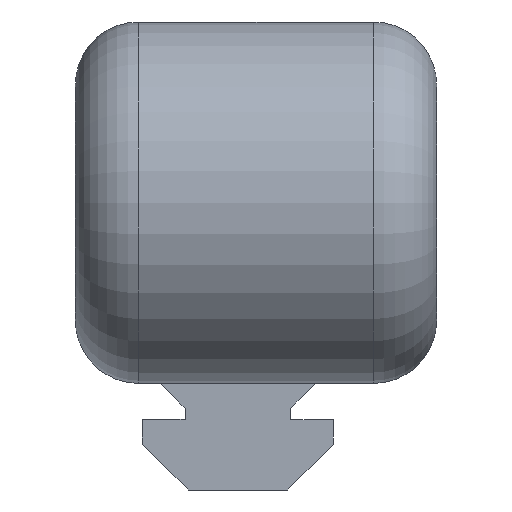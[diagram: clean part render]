
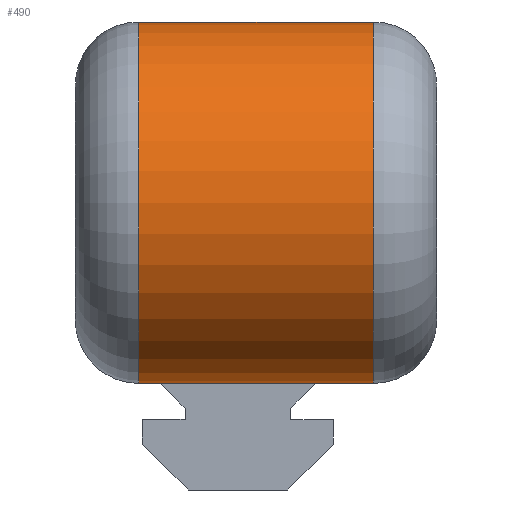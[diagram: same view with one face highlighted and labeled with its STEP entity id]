
A CAD part, left-side view. The second image highlights one B-rep face of the part: STEP entity #490.
In plain terms, the highlighted cylindrical face has radius 10 mm (diameter 20 mm), a partial arc.
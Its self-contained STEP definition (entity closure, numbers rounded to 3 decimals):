
#45=FACE_OUTER_BOUND('',#74,.T.);
#74=EDGE_LOOP('',(#354,#355,#356,#357));
#108=LINE('',#755,#158);
#109=LINE('',#758,#159);
#158=VECTOR('',#610,10.);
#159=VECTOR('',#613,10.);
#208=CIRCLE('',#535,10.);
#212=CIRCLE('',#542,10.);
#226=VERTEX_POINT('',#733);
#228=VERTEX_POINT('',#739);
#232=VERTEX_POINT('',#754);
#233=VERTEX_POINT('',#756);
#274=EDGE_CURVE('',#226,#228,#208,.T.);
#280=EDGE_CURVE('',#232,#226,#108,.T.);
#281=EDGE_CURVE('',#233,#232,#212,.T.);
#282=EDGE_CURVE('',#233,#228,#109,.T.);
#354=ORIENTED_EDGE('',*,*,#274,.F.);
#355=ORIENTED_EDGE('',*,*,#280,.F.);
#356=ORIENTED_EDGE('',*,*,#281,.F.);
#357=ORIENTED_EDGE('',*,*,#282,.T.);
#480=CYLINDRICAL_SURFACE('',#541,10.);
#490=ADVANCED_FACE('',(#45),#480,.T.);
#535=AXIS2_PLACEMENT_3D('',#743,#594,#595);
#541=AXIS2_PLACEMENT_3D('',#753,#608,#609);
#542=AXIS2_PLACEMENT_3D('',#757,#611,#612);
#594=DIRECTION('center_axis',(0.,1.,0.));
#595=DIRECTION('ref_axis',(-1.,0.,0.));
#608=DIRECTION('center_axis',(0.,1.,0.));
#609=DIRECTION('ref_axis',(-1.,0.,0.));
#610=DIRECTION('',(0.,1.,0.));
#611=DIRECTION('center_axis',(0.,-1.,0.));
#612=DIRECTION('ref_axis',(-1.,0.,0.));
#613=DIRECTION('',(0.,1.,0.));
#733=CARTESIAN_POINT('',(-63.75,5.5,-10.));
#739=CARTESIAN_POINT('',(-63.75,5.5,10.));
#743=CARTESIAN_POINT('Origin',(-63.75,5.5,0.));
#753=CARTESIAN_POINT('Origin',(-63.75,-1.,0.));
#754=CARTESIAN_POINT('',(-63.75,-7.5,-10.));
#755=CARTESIAN_POINT('',(-63.75,-1.,-10.));
#756=CARTESIAN_POINT('',(-63.75,-7.5,10.));
#757=CARTESIAN_POINT('Origin',(-63.75,-7.5,0.));
#758=CARTESIAN_POINT('',(-63.75,-1.,10.));
